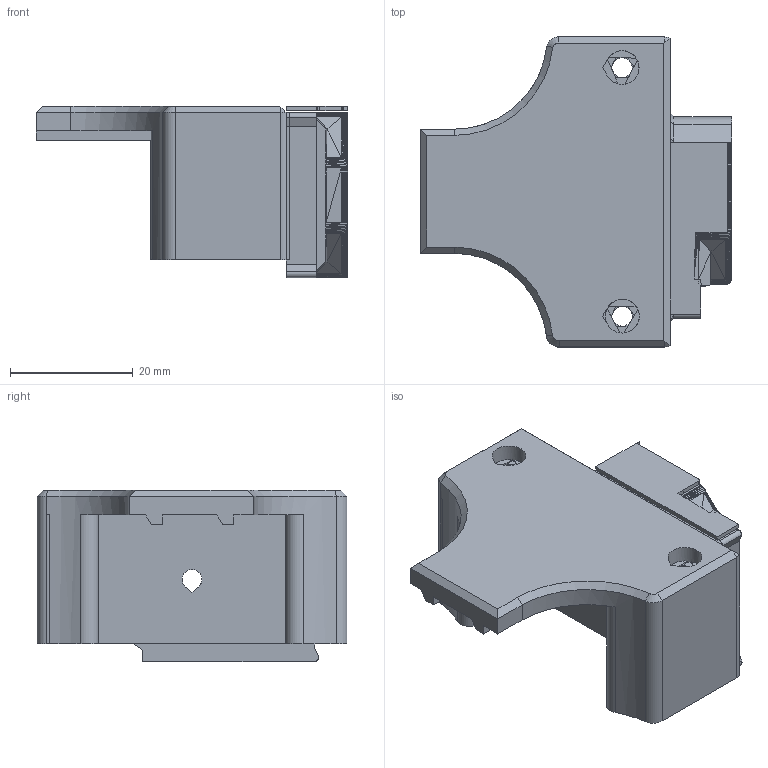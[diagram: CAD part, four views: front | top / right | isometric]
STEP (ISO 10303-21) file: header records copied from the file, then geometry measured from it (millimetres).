
FILE_DESCRIPTION(/* description */ (''),/* implementation_level */ '2;1');
FILE_NAME(/* name */ 'Tensioner Cover with adaptor for lamarc camera hanger.step',/* time_stamp */ '2025-05-19T22:02:24-04:00',/* author */ (''),/* organization */ (''),/* preprocessor_version */ 'ST-DEVELOPER v20.1',/* originating_system */ 'Autodesk Translation Framework v14.4.0.0',/* authorisation */ '');
FILE_SCHEMA (('AUTOMOTIVE_DESIGN { 1 0 10303 214 3 1 1 }'));
Length unit declared in the file: millimetre
Products named in the file (1): Tensioner side hanger Tensioner cover
Bounding box: 50.6 x 50.42 x 27.88 mm (x, y, z)
Volume: 26709.9 mm3; surface area: 9748.6 mm2
Topology: 2 solids, 2 shells, 1167 faces, 2128 edges, 968 vertices
Faces by surface type: plane 1136, cylinder 20, cone 7, bspline 4
Entity records: 26362 total; most frequent: DIRECTION 4519, CARTESIAN_POINT 4347, ORIENTED_EDGE 4256, EDGE_CURVE 2128, LINE 2045, VECTOR 2045, AXIS2_PLACEMENT_3D 1237, EDGE_LOOP 1178
